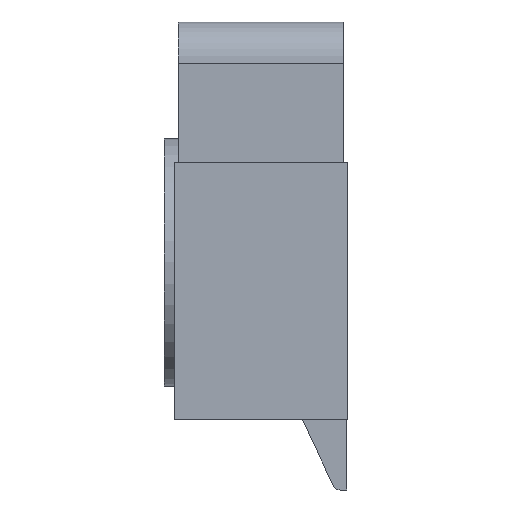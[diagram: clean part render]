
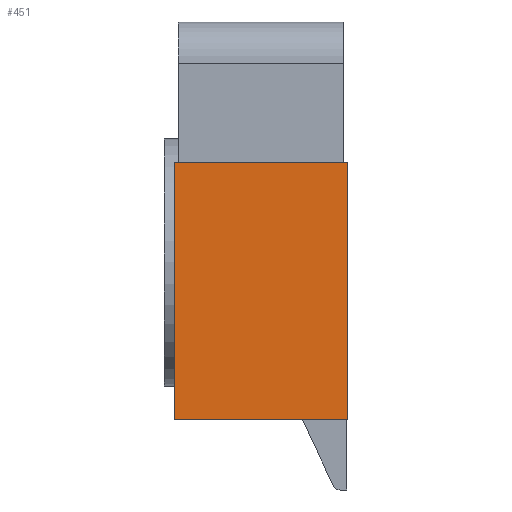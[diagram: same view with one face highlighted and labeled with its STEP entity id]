
A CAD part, left-side view. The second image highlights one B-rep face of the part: STEP entity #451.
In plain terms, the highlighted planar face has unit normal (-1, 0, 0).
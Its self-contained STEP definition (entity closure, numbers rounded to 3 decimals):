
#451 = ADVANCED_FACE( '', ( #1456 ), #1457, .F. );
#1456 = FACE_OUTER_BOUND( '', #2974, .T. );
#1457 = PLANE( '', #2975 );
#2974 = EDGE_LOOP( '', ( #6258, #6259, #6260, #6261, #6262, #6263 ) );
#2975 = AXIS2_PLACEMENT_3D( '', #6264, #6265, #6266 );
#6258 = ORIENTED_EDGE( '', *, *, #11697, .T. );
#6259 = ORIENTED_EDGE( '', *, *, #11706, .F. );
#6260 = ORIENTED_EDGE( '', *, *, #11707, .F. );
#6261 = ORIENTED_EDGE( '', *, *, #11705, .F. );
#6262 = ORIENTED_EDGE( '', *, *, #11691, .F. );
#6263 = ORIENTED_EDGE( '', *, *, #11708, .T. );
#6264 = CARTESIAN_POINT( '', ( -7.075, 2.05, -4.82 ) );
#6265 = DIRECTION( '', ( 1., 0., 0. ) );
#6266 = DIRECTION( '', ( 0., 0., -1. ) );
#11691 = EDGE_CURVE( '', #14575, #14577, #14578, .T. );
#11697 = EDGE_CURVE( '', #14583, #14587, #14589, .T. );
#11705 = EDGE_CURVE( '', #14577, #14599, #14601, .T. );
#11706 = EDGE_CURVE( '', #14602, #14587, #14603, .T. );
#11707 = EDGE_CURVE( '', #14599, #14602, #14604, .T. );
#11708 = EDGE_CURVE( '', #14575, #14583, #14605, .T. );
#14575 = VERTEX_POINT( '', #19239 );
#14577 = VERTEX_POINT( '', #19242 );
#14578 = LINE( '', #19243, #19244 );
#14583 = VERTEX_POINT( '', #19251 );
#14587 = VERTEX_POINT( '', #19257 );
#14589 = LINE( '', #19260, #19261 );
#14599 = VERTEX_POINT( '', #19277 );
#14601 = LINE( '', #19280, #19281 );
#14602 = VERTEX_POINT( '', #19282 );
#14603 = LINE( '', #19283, #19284 );
#14604 = LINE( '', #19285, #19286 );
#14605 = LINE( '', #19287, #19288 );
#19239 = CARTESIAN_POINT( '', ( -7.075, 2.05, -4.82 ) );
#19242 = CARTESIAN_POINT( '', ( -7.075, 2.05, -1.7 ) );
#19243 = CARTESIAN_POINT( '', ( -7.075, 2.05, -4.82 ) );
#19244 = VECTOR( '', #23533, 1000. );
#19251 = CARTESIAN_POINT( '', ( -7.075, -0.05, -4.82 ) );
#19257 = CARTESIAN_POINT( '', ( -7.075, -0.05, -1.7 ) );
#19260 = CARTESIAN_POINT( '', ( -7.075, -0.05, -4.82 ) );
#19261 = VECTOR( '', #23539, 1000. );
#19277 = CARTESIAN_POINT( '', ( -7.075, 2., -1.7 ) );
#19280 = CARTESIAN_POINT( '', ( -7.075, 2.05, -1.7 ) );
#19281 = VECTOR( '', #23547, 1000. );
#19282 = CARTESIAN_POINT( '', ( -7.075, 0., -1.7 ) );
#19283 = CARTESIAN_POINT( '', ( -7.075, 2.05, -1.7 ) );
#19284 = VECTOR( '', #23548, 1000. );
#19285 = CARTESIAN_POINT( '', ( -7.075, 2.05, -1.7 ) );
#19286 = VECTOR( '', #23549, 1000. );
#19287 = CARTESIAN_POINT( '', ( -7.075, 2.05, -4.82 ) );
#19288 = VECTOR( '', #23550, 1000. );
#23533 = DIRECTION( '', ( 0., 0., 1. ) );
#23539 = DIRECTION( '', ( 0., 0., 1. ) );
#23547 = DIRECTION( '', ( 0., -1., 0. ) );
#23548 = DIRECTION( '', ( 0., -1., 0. ) );
#23549 = DIRECTION( '', ( 0., -1., 0. ) );
#23550 = DIRECTION( '', ( 0., -1., 0. ) );
